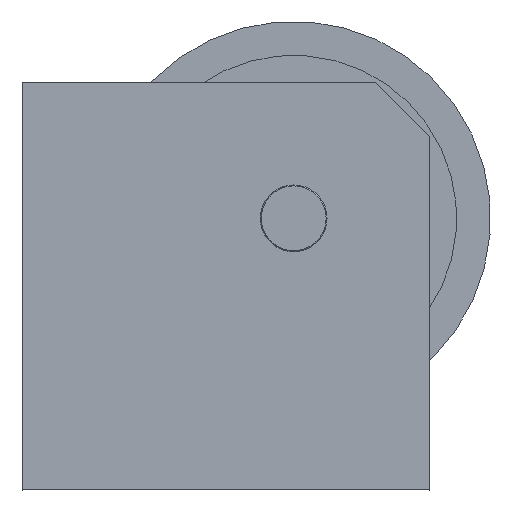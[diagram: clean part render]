
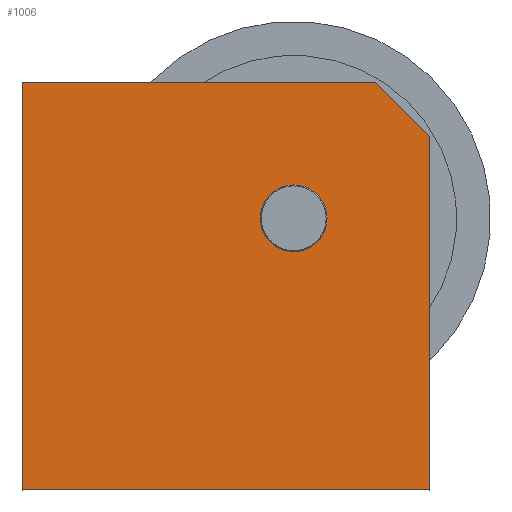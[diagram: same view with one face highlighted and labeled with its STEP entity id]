
A CAD part, left-side view. The second image highlights one B-rep face of the part: STEP entity #1006.
In plain terms, the highlighted planar face has unit normal (-1, 0, 0).
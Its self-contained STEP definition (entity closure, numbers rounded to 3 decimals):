
#101=FACE_BOUND('',#282,.T.);
#144=CIRCLE('',#1082,2.459);
#203=FACE_OUTER_BOUND('',#281,.T.);
#281=EDGE_LOOP('',(#835,#836,#837,#838,#839));
#282=EDGE_LOOP('',(#840));
#372=LINE('',#1529,#440);
#390=LINE('',#1591,#458);
#394=LINE('',#1600,#462);
#402=LINE('',#1644,#470);
#406=LINE('',#1651,#474);
#440=VECTOR('',#1205,30.);
#458=VECTOR('',#1265,26.);
#462=VECTOR('',#1273,5.657);
#470=VECTOR('',#1309,26.);
#474=VECTOR('',#1317,30.);
#503=VERTEX_POINT('',#1526);
#504=VERTEX_POINT('',#1528);
#527=VERTEX_POINT('',#1590);
#530=VERTEX_POINT('',#1599);
#534=VERTEX_POINT('',#1611);
#538=VERTEX_POINT('',#1643);
#602=EDGE_CURVE('',#503,#504,#372,.T.);
#631=EDGE_CURVE('',#527,#504,#390,.T.);
#636=EDGE_CURVE('',#527,#530,#394,.T.);
#642=EDGE_CURVE('',#534,#534,#144,.T.);
#650=EDGE_CURVE('',#538,#530,#402,.T.);
#654=EDGE_CURVE('',#538,#503,#406,.T.);
#835=ORIENTED_EDGE('',*,*,#636,.F.);
#836=ORIENTED_EDGE('',*,*,#631,.T.);
#837=ORIENTED_EDGE('',*,*,#602,.F.);
#838=ORIENTED_EDGE('',*,*,#654,.F.);
#839=ORIENTED_EDGE('',*,*,#650,.T.);
#840=ORIENTED_EDGE('',*,*,#642,.T.);
#959=PLANE('',#1094);
#1006=ADVANCED_FACE('',(#203,#101),#959,.T.);
#1082=AXIS2_PLACEMENT_3D('',#1612,#1284,#1285);
#1094=AXIS2_PLACEMENT_3D('',#1650,#1315,#1316);
#1205=DIRECTION('',(0.,0.,1.));
#1265=DIRECTION('',(0.,1.,0.));
#1273=DIRECTION('',(0.,-0.707,-0.707));
#1284=DIRECTION('center_axis',(1.,0.,0.));
#1285=DIRECTION('ref_axis',(0.,0.,-1.));
#1309=DIRECTION('',(0.,0.,1.));
#1315=DIRECTION('center_axis',(-1.,0.,0.));
#1316=DIRECTION('ref_axis',(0.,0.,1.));
#1317=DIRECTION('',(0.,1.,0.));
#1526=CARTESIAN_POINT('',(-5.882,15.409,0.));
#1528=CARTESIAN_POINT('',(-5.882,15.409,30.));
#1529=CARTESIAN_POINT('',(-5.882,15.409,0.));
#1590=CARTESIAN_POINT('',(-5.882,-10.591,30.));
#1591=CARTESIAN_POINT('',(-5.882,-14.591,30.));
#1599=CARTESIAN_POINT('',(-5.882,-14.591,26.));
#1600=CARTESIAN_POINT('',(-5.882,-20.091,20.5));
#1611=CARTESIAN_POINT('',(-5.882,-4.591,22.459));
#1612=CARTESIAN_POINT('Origin',(-5.882,-4.591,20.));
#1643=CARTESIAN_POINT('',(-5.882,-14.591,0.));
#1644=CARTESIAN_POINT('',(-5.882,-14.591,0.));
#1650=CARTESIAN_POINT('Origin',(-5.882,-14.591,0.));
#1651=CARTESIAN_POINT('',(-5.882,-14.591,0.));
